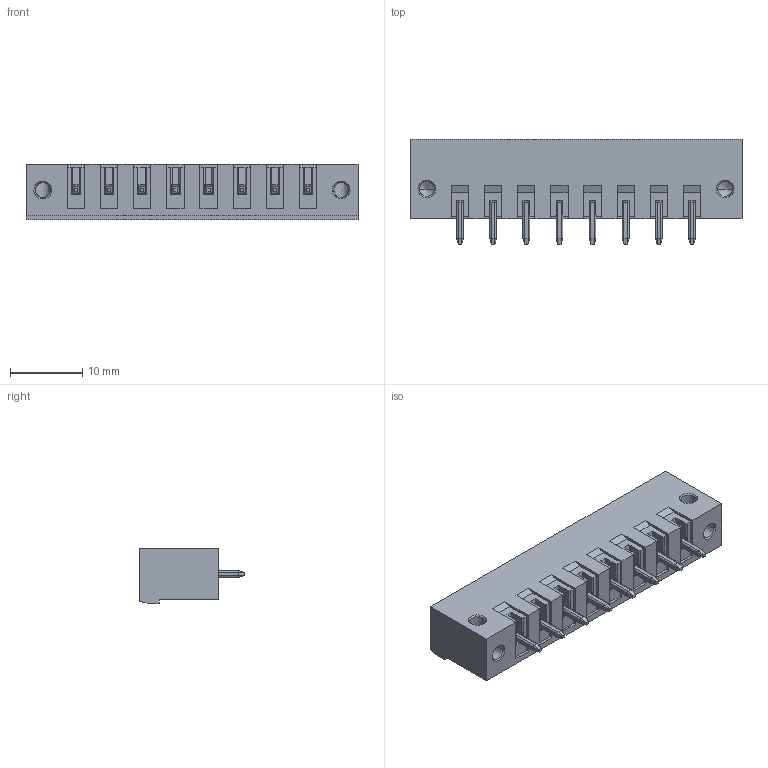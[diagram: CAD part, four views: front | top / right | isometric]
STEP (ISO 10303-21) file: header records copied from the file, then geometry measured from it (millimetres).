
FILE_DESCRIPTION( ('This file contains a STEP AP42 implementation' ,'as created by ZW3D STEP Interface translator.') ,'2;1' );
FILE_NAME( 'PM500-1S08ASM2.stp' ,'231127.1743 2', (''), ('ZWCAD Software Co.'), 'Version 1.0', 'ZW3D to STEP translator', '' );
FILE_SCHEMA(('AUTOMOTIVE_DESIGN { 1 0 10303 214 1 1 1 1 }'));
Length unit declared in the file: millimetre
Products named in the file (2): 0; PM500-1S08ASM2
Bounding box: 45.85 x 14.56 x 7.6 mm (x, y, z)
Volume: 1750.6 mm3; surface area: 3896.5 mm2
Topology: 11 solids, 11 shells, 1396 faces, 3755 edges, 2362 vertices
Faces by surface type: plane 866, bspline 375, cylinder 118, cone 37
Full cylindrical faces by diameter (mm): 0.514 x1, 1.099 x1
Entity records: 61847 total; most frequent: CARTESIAN_POINT 33828, ORIENTED_EDGE 7438, EDGE_CURVE 3719, B_SPLINE_CURVE_WITH_KNOTS 3178, DIRECTION 2554, VERTEX_POINT 2362, EDGE_LOOP 1437, FACE_OUTER_BOUND 1396
